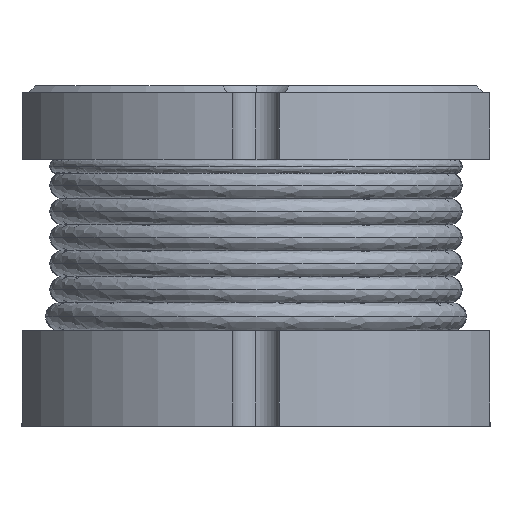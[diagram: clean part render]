
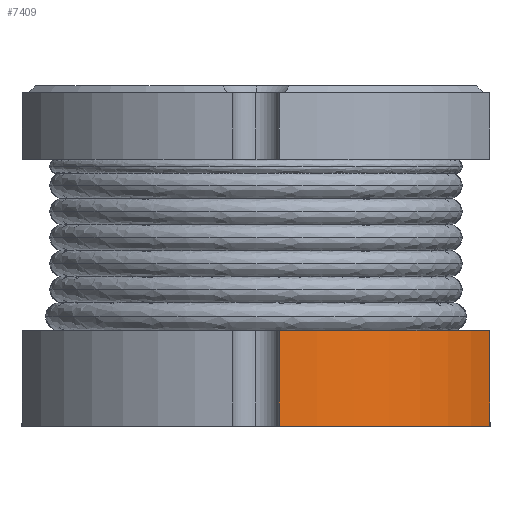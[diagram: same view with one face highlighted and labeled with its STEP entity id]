
A CAD part, left-side view. The second image highlights one B-rep face of the part: STEP entity #7409.
In plain terms, the highlighted cylindrical face has radius 3.85 mm (diameter 7.7 mm), a partial arc.
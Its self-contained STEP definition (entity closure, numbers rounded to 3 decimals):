
#44 = VECTOR ( 'NONE', #6780, 1000. ) ;
#314 = VERTEX_POINT ( 'NONE', #6044 ) ;
#918 = CARTESIAN_POINT ( 'NONE',  ( 0., 0., 0. ) ) ;
#950 = CARTESIAN_POINT ( 'NONE',  ( -3.834, -0.35, 0. ) ) ;
#1274 = DIRECTION ( 'NONE',  ( 1., 0., 0. ) ) ;
#1352 = ORIENTED_EDGE ( 'NONE', *, *, #6899, .F. ) ;
#2132 = DIRECTION ( 'NONE',  ( 1., 0., 0. ) ) ;
#2148 = VECTOR ( 'NONE', #2913, 1000. ) ;
#2527 = VERTEX_POINT ( 'NONE', #4472 ) ;
#2913 = DIRECTION ( 'NONE',  ( 0., 0., -1. ) ) ;
#3222 = CARTESIAN_POINT ( 'NONE',  ( 0., 0., 1.38 ) ) ;
#3336 = AXIS2_PLACEMENT_3D ( 'NONE', #3222, #3923, #6481 ) ;
#3923 = DIRECTION ( 'NONE',  ( 0., 0., 1. ) ) ;
#4071 = FACE_OUTER_BOUND ( 'NONE', #6152, .T. ) ;
#4161 = CYLINDRICAL_SURFACE ( 'NONE', #8070, 3.85 ) ;
#4338 = EDGE_CURVE ( 'NONE', #2527, #314, #6575, .T. ) ;
#4472 = CARTESIAN_POINT ( 'NONE',  ( -3.834, -0.35, 1.38 ) ) ;
#4478 = CARTESIAN_POINT ( 'NONE',  ( 0., 0., -0.05 ) ) ;
#4504 = EDGE_CURVE ( 'NONE', #2527, #7524, #4528, .T. ) ;
#4528 = CIRCLE ( 'NONE', #3336, 3.85 ) ;
#5526 = CARTESIAN_POINT ( 'NONE',  ( -1.604, -3.5, 0. ) ) ;
#5778 = AXIS2_PLACEMENT_3D ( 'NONE', #4478, #7028, #1274 ) ;
#6044 = CARTESIAN_POINT ( 'NONE',  ( -3.834, -0.35, -0.05 ) ) ;
#6152 = EDGE_LOOP ( 'NONE', ( #6442, #1352, #7979, #6624 ) ) ;
#6283 = CARTESIAN_POINT ( 'NONE',  ( -1.604, -3.5, -0.05 ) ) ;
#6442 = ORIENTED_EDGE ( 'NONE', *, *, #7659, .T. ) ;
#6481 = DIRECTION ( 'NONE',  ( 1., 0., 0. ) ) ;
#6575 = LINE ( 'NONE', #950, #2148 ) ;
#6589 = CIRCLE ( 'NONE', #5778, 3.85 ) ;
#6624 = ORIENTED_EDGE ( 'NONE', *, *, #4338, .T. ) ;
#6780 = DIRECTION ( 'NONE',  ( 0., 0., -1. ) ) ;
#6899 = EDGE_CURVE ( 'NONE', #7524, #8012, #7375, .T. ) ;
#7028 = DIRECTION ( 'NONE',  ( 0., 0., 1. ) ) ;
#7375 = LINE ( 'NONE', #5526, #44 ) ;
#7409 = ADVANCED_FACE ( 'NONE', ( #4071 ), #4161, .T. ) ;
#7503 = CARTESIAN_POINT ( 'NONE',  ( -1.604, -3.5, 1.38 ) ) ;
#7524 = VERTEX_POINT ( 'NONE', #7503 ) ;
#7659 = EDGE_CURVE ( 'NONE', #314, #8012, #6589, .T. ) ;
#7896 = DIRECTION ( 'NONE',  ( 0., 0., 1. ) ) ;
#7979 = ORIENTED_EDGE ( 'NONE', *, *, #4504, .F. ) ;
#8012 = VERTEX_POINT ( 'NONE', #6283 ) ;
#8070 = AXIS2_PLACEMENT_3D ( 'NONE', #918, #7896, #2132 ) ;
